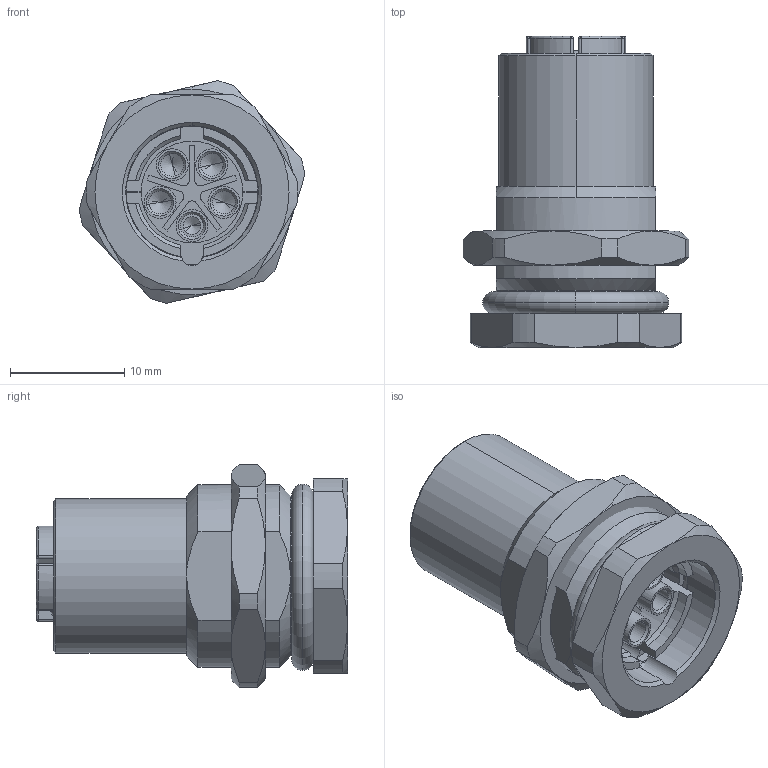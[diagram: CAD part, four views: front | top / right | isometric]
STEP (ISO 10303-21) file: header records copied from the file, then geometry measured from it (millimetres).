
FILE_DESCRIPTION (( 'STEP AP203' ), '1' );
FILE_NAME ('P233.STEP', '2020-05-15T07:29:42', ( 'edpusr' ), ( 'Microsoft' ), 'SwSTEP 2.0', 'SolidWorks 2015', '' );
FILE_SCHEMA (( 'CONFIG_CONTROL_DESIGN' ));
Length unit declared in the file: millimetre
Products named in the file (1): P233
Bounding box: 19.77 x 27.25 x 19.49 mm (x, y, z)
Volume: 3846.7 mm3; surface area: 7080.6 mm2
Topology: 12 solids, 12 shells, 570 faces, 1420 edges, 879 vertices
Faces by surface type: cylinder 231, plane 176, cone 117, torus 33, sphere 13
Entity records: 17348 total; most frequent: CARTESIAN_POINT 3520, DIRECTION 3050, ORIENTED_EDGE 2790, EDGE_CURVE 1395, AXIS2_PLACEMENT_3D 1226, VERTEX_POINT 877, CIRCLE 655, EDGE_LOOP 628
